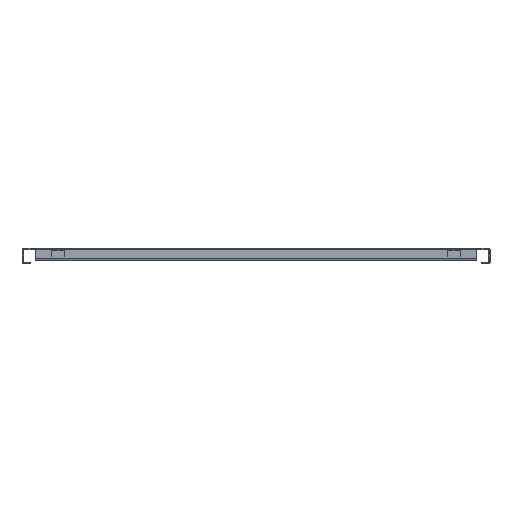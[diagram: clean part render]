
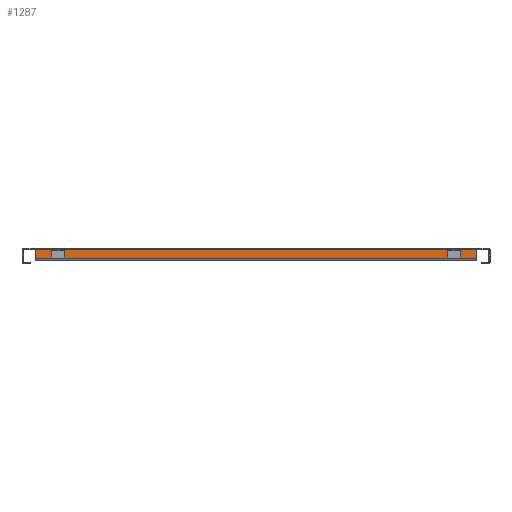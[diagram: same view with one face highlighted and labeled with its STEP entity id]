
A CAD part, left-side view. The second image highlights one B-rep face of the part: STEP entity #1287.
In plain terms, the highlighted planar face has unit normal (-1, 0, 0).
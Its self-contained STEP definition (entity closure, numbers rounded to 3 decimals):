
#225 = FACE_BOUND ( 'NONE', #746, .T. ) ;
#228 = FACE_BOUND ( 'NONE', #742, .T. ) ;
#230 = FACE_OUTER_BOUND ( 'NONE', #736, .T. ) ;
#294 = ORIENTED_EDGE ( 'NONE', *, *, #512, .T. ) ;
#296 = ORIENTED_EDGE ( 'NONE', *, *, #518, .F. ) ;
#370 = ORIENTED_EDGE ( 'NONE', *, *, #522, .F. ) ;
#383 = ORIENTED_EDGE ( 'NONE', *, *, #517, .F. ) ;
#401 = ORIENTED_EDGE ( 'NONE', *, *, #506, .T. ) ;
#408 = ORIENTED_EDGE ( 'NONE', *, *, #520, .T. ) ;
#420 = ORIENTED_EDGE ( 'NONE', *, *, #513, .F. ) ;
#425 = ORIENTED_EDGE ( 'NONE', *, *, #514, .F. ) ;
#460 = ORIENTED_EDGE ( 'NONE', *, *, #516, .F. ) ;
#504 = EDGE_CURVE ( 'NONE', #2801, #3415, #764, .T. ) ;
#506 = EDGE_CURVE ( 'NONE', #2823, #1859, #767, .T. ) ;
#509 = EDGE_CURVE ( 'NONE', #3416, #1858, #1702, .T. ) ;
#512 = EDGE_CURVE ( 'NONE', #3423, #1868, #757, .T. ) ;
#513 = EDGE_CURVE ( 'NONE', #1858, #3360, #1751, .T. ) ;
#514 = EDGE_CURVE ( 'NONE', #3415, #3398, #1753, .T. ) ;
#515 = EDGE_CURVE ( 'NONE', #3398, #2813, #1716, .T. ) ;
#516 = EDGE_CURVE ( 'NONE', #2813, #2801, #1719, .T. ) ;
#517 = EDGE_CURVE ( 'NONE', #3360, #2797, #1748, .T. ) ;
#518 = EDGE_CURVE ( 'NONE', #2797, #3416, #1730, .T. ) ;
#520 = EDGE_CURVE ( 'NONE', #1859, #3423, #1742, .T. ) ;
#522 = EDGE_CURVE ( 'NONE', #2823, #1868, #1740, .T. ) ;
#736 = EDGE_LOOP ( 'NONE', ( #408, #294, #370, #401 ) ) ;
#742 = EDGE_LOOP ( 'NONE', ( #420, #940, #296, #383 ) ) ;
#746 = EDGE_LOOP ( 'NONE', ( #943, #425, #970, #460 ) ) ;
#757 = LINE ( 'NONE', #3203, #1722 ) ;
#760 = VECTOR ( 'NONE', #3220, 1000. ) ;
#763 = VECTOR ( 'NONE', #3232, 1000. ) ;
#764 = LINE ( 'NONE', #3236, #763 ) ;
#767 = LINE ( 'NONE', #3230, #760 ) ;
#835 = AXIS2_PLACEMENT_3D ( 'NONE', #2873, #2862, #2861 ) ;
#940 = ORIENTED_EDGE ( 'NONE', *, *, #509, .F. ) ;
#943 = ORIENTED_EDGE ( 'NONE', *, *, #515, .F. ) ;
#970 = ORIENTED_EDGE ( 'NONE', *, *, #504, .F. ) ;
#1287 = ADVANCED_FACE ( 'NONE', ( #225, #228, #230 ), #2863, .F. ) ;
#1702 = LINE ( 'NONE', #3207, #1752 ) ;
#1716 = LINE ( 'NONE', #3178, #1746 ) ;
#1719 = LINE ( 'NONE', #3239, #1747 ) ;
#1722 = VECTOR ( 'NONE', #3185, 1000. ) ;
#1730 = LINE ( 'NONE', #3234, #1741 ) ;
#1732 = VECTOR ( 'NONE', #3217, 1000. ) ;
#1736 = VECTOR ( 'NONE', #3223, 1000. ) ;
#1740 = LINE ( 'NONE', #3224, #1732 ) ;
#1741 = VECTOR ( 'NONE', #3229, 1000. ) ;
#1742 = LINE ( 'NONE', #3228, #1736 ) ;
#1743 = VECTOR ( 'NONE', #3233, 1000. ) ;
#1746 = VECTOR ( 'NONE', #3238, 1000. ) ;
#1747 = VECTOR ( 'NONE', #3235, 1000. ) ;
#1748 = LINE ( 'NONE', #3237, #1743 ) ;
#1749 = VECTOR ( 'NONE', #3240, 1000. ) ;
#1750 = VECTOR ( 'NONE', #3179, 1000. ) ;
#1751 = LINE ( 'NONE', #3183, #1750 ) ;
#1752 = VECTOR ( 'NONE', #3205, 1000. ) ;
#1753 = LINE ( 'NONE', #3190, #1749 ) ;
#1858 = VERTEX_POINT ( 'NONE', #2170 ) ;
#1859 = VERTEX_POINT ( 'NONE', #2174 ) ;
#1868 = VERTEX_POINT ( 'NONE', #2160 ) ;
#1953 = CARTESIAN_POINT ( 'NONE',  ( -842.51, 349.5, -1.5 ) ) ;
#1991 = CARTESIAN_POINT ( 'NONE',  ( -842.51, -327.5, -1.5 ) ) ;
#2041 = CARTESIAN_POINT ( 'NONE',  ( -842.51, -377., -15.99 ) ) ;
#2050 = CARTESIAN_POINT ( 'NONE',  ( -842.51, -349.5, -14.5 ) ) ;
#2051 = CARTESIAN_POINT ( 'NONE',  ( -842.51, 327.5, -1.5 ) ) ;
#2100 = CARTESIAN_POINT ( 'NONE',  ( -842.51, 377., -0.01 ) ) ;
#2112 = CARTESIAN_POINT ( 'NONE',  ( -842.51, 349.5, -14.5 ) ) ;
#2127 = CARTESIAN_POINT ( 'NONE',  ( -842.51, 327.5, -14.5 ) ) ;
#2132 = CARTESIAN_POINT ( 'NONE',  ( -842.51, -327.5, -14.5 ) ) ;
#2160 = CARTESIAN_POINT ( 'NONE',  ( -842.51, -377., -0.01 ) ) ;
#2170 = CARTESIAN_POINT ( 'NONE',  ( -842.51, -349.5, -1.5 ) ) ;
#2174 = CARTESIAN_POINT ( 'NONE',  ( -842.51, 377., -15.99 ) ) ;
#2797 = VERTEX_POINT ( 'NONE', #2132 ) ;
#2801 = VERTEX_POINT ( 'NONE', #2127 ) ;
#2813 = VERTEX_POINT ( 'NONE', #2112 ) ;
#2823 = VERTEX_POINT ( 'NONE', #2100 ) ;
#2861 = DIRECTION ( 'NONE',  ( 0., 0., -1. ) ) ;
#2862 = DIRECTION ( 'NONE',  ( 1., 0., 0. ) ) ;
#2863 = PLANE ( 'NONE',  #835 ) ;
#2873 = CARTESIAN_POINT ( 'NONE',  ( -842.51, 377., 0. ) ) ;
#3178 = CARTESIAN_POINT ( 'NONE',  ( -842.51, 349.5, -14.5 ) ) ;
#3179 = DIRECTION ( 'NONE',  ( 0., 1., 0. ) ) ;
#3183 = CARTESIAN_POINT ( 'NONE',  ( -842.51, -327.5, -1.5 ) ) ;
#3185 = DIRECTION ( 'NONE',  ( 0., 0., 1. ) ) ;
#3190 = CARTESIAN_POINT ( 'NONE',  ( -842.51, 327.5, -1.5 ) ) ;
#3203 = CARTESIAN_POINT ( 'NONE',  ( -842.51, -377., 0. ) ) ;
#3205 = DIRECTION ( 'NONE',  ( 0., 0., 1. ) ) ;
#3207 = CARTESIAN_POINT ( 'NONE',  ( -842.51, -349.5, -14.5 ) ) ;
#3217 = DIRECTION ( 'NONE',  ( 0., -1., 0. ) ) ;
#3220 = DIRECTION ( 'NONE',  ( 0., 0., -1. ) ) ;
#3223 = DIRECTION ( 'NONE',  ( 0., -1., 0. ) ) ;
#3224 = CARTESIAN_POINT ( 'NONE',  ( -842.51, 377., -0.01 ) ) ;
#3228 = CARTESIAN_POINT ( 'NONE',  ( -842.51, 377., -15.99 ) ) ;
#3229 = DIRECTION ( 'NONE',  ( 0., -1., 0. ) ) ;
#3230 = CARTESIAN_POINT ( 'NONE',  ( -842.51, 377., -16. ) ) ;
#3232 = DIRECTION ( 'NONE',  ( 0., 0., 1. ) ) ;
#3233 = DIRECTION ( 'NONE',  ( 0., 0., -1. ) ) ;
#3234 = CARTESIAN_POINT ( 'NONE',  ( -842.51, -327.5, -14.5 ) ) ;
#3235 = DIRECTION ( 'NONE',  ( 0., -1., 0. ) ) ;
#3236 = CARTESIAN_POINT ( 'NONE',  ( -842.51, 327.5, -14.5 ) ) ;
#3237 = CARTESIAN_POINT ( 'NONE',  ( -842.51, -327.5, -14.5 ) ) ;
#3238 = DIRECTION ( 'NONE',  ( 0., 0., -1. ) ) ;
#3239 = CARTESIAN_POINT ( 'NONE',  ( -842.51, 327.5, -14.5 ) ) ;
#3240 = DIRECTION ( 'NONE',  ( 0., 1., 0. ) ) ;
#3360 = VERTEX_POINT ( 'NONE', #1991 ) ;
#3398 = VERTEX_POINT ( 'NONE', #1953 ) ;
#3415 = VERTEX_POINT ( 'NONE', #2051 ) ;
#3416 = VERTEX_POINT ( 'NONE', #2050 ) ;
#3423 = VERTEX_POINT ( 'NONE', #2041 ) ;
